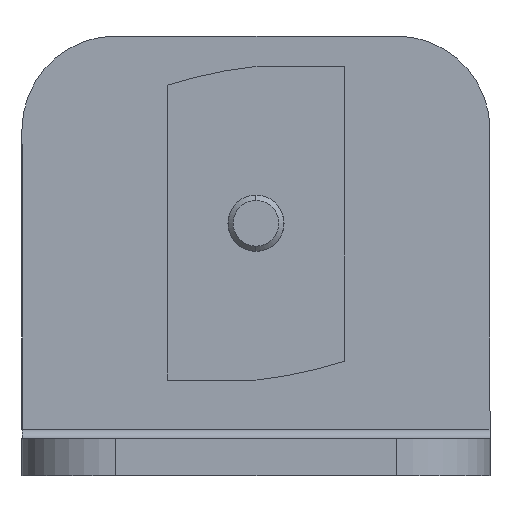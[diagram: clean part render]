
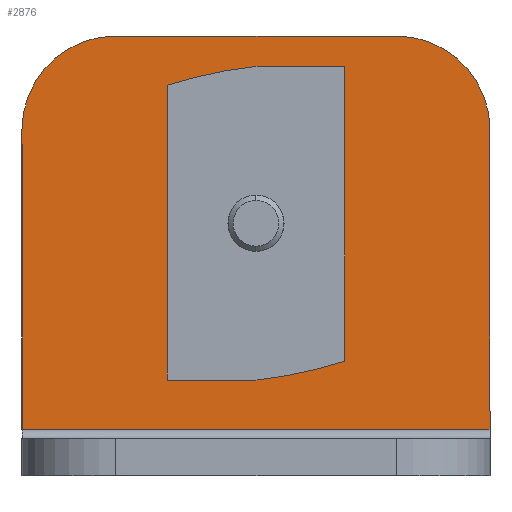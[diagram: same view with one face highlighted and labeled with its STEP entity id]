
A CAD part, front view. The second image highlights one B-rep face of the part: STEP entity #2876.
In plain terms, the highlighted planar face has unit normal (0, -1, 0).
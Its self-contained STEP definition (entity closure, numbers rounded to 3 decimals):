
#207 = DIRECTION ( 'NONE',  ( 0., -1., 0. ) ) ;
#234 = VERTEX_POINT ( 'NONE', #387 ) ;
#353 = ORIENTED_EDGE ( 'NONE', *, *, #2650, .F. ) ;
#378 = LINE ( 'NONE', #2936, #2279 ) ;
#387 = CARTESIAN_POINT ( 'NONE',  ( 15., 0., 0. ) ) ;
#492 = EDGE_CURVE ( 'NONE', #3406, #655, #4491, .T. ) ;
#531 = FACE_BOUND ( 'NONE', #2447, .T. ) ;
#554 = DIRECTION ( 'NONE',  ( 0., -1., 0. ) ) ;
#629 = EDGE_CURVE ( 'NONE', #2113, #3429, #3976, .T. ) ;
#655 = VERTEX_POINT ( 'NONE', #2809 ) ;
#761 = CARTESIAN_POINT ( 'NONE',  ( 25., 0., 0. ) ) ;
#824 = DIRECTION ( 'NONE',  ( 0., 0., -1. ) ) ;
#902 = CARTESIAN_POINT ( 'NONE',  ( 0., 0., 20. ) ) ;
#917 = ORIENTED_EDGE ( 'NONE', *, *, #2270, .T. ) ;
#967 = CARTESIAN_POINT ( 'NONE',  ( -25., 0., 42. ) ) ;
#973 = LINE ( 'NONE', #761, #2426 ) ;
#1020 = DIRECTION ( 'NONE',  ( 0., 0., 1. ) ) ;
#1177 = DIRECTION ( 'NONE',  ( -1., 0., 0. ) ) ;
#1187 = EDGE_CURVE ( 'NONE', #234, #3428, #3963, .T. ) ;
#1235 = DIRECTION ( 'NONE',  ( 0., -1., 0. ) ) ;
#1318 = LINE ( 'NONE', #3582, #3286 ) ;
#1350 = CARTESIAN_POINT ( 'NONE',  ( -25., 0., 0. ) ) ;
#1383 = EDGE_CURVE ( 'NONE', #234, #3955, #378, .T. ) ;
#1496 = EDGE_LOOP ( 'NONE', ( #353, #2719, #917, #3109, #2883, #4273 ) ) ;
#1505 = DIRECTION ( 'NONE',  ( 1., 0., 0. ) ) ;
#1611 = AXIS2_PLACEMENT_3D ( 'NONE', #902, #3082, #2747 ) ;
#1684 = EDGE_CURVE ( 'NONE', #655, #3406, #4150, .T. ) ;
#1949 = CARTESIAN_POINT ( 'NONE',  ( 15., 0., 10. ) ) ;
#2026 = CARTESIAN_POINT ( 'NONE',  ( 0., 0., 20. ) ) ;
#2113 = VERTEX_POINT ( 'NONE', #3163 ) ;
#2270 = EDGE_CURVE ( 'NONE', #2113, #3955, #3997, .T. ) ;
#2279 = VECTOR ( 'NONE', #1177, 1000. ) ;
#2426 = VECTOR ( 'NONE', #3215, 1000. ) ;
#2447 = EDGE_LOOP ( 'NONE', ( #3425, #3172 ) ) ;
#2466 = AXIS2_PLACEMENT_3D ( 'NONE', #3340, #1235, #2612 ) ;
#2467 = CARTESIAN_POINT ( 'NONE',  ( 25., 0., 10. ) ) ;
#2612 = DIRECTION ( 'NONE',  ( 0., 0., -1. ) ) ;
#2650 = EDGE_CURVE ( 'NONE', #3429, #4053, #1318, .T. ) ;
#2719 = ORIENTED_EDGE ( 'NONE', *, *, #629, .F. ) ;
#2725 = EDGE_CURVE ( 'NONE', #3428, #4053, #973, .T. ) ;
#2747 = DIRECTION ( 'NONE',  ( 0., 0., -1. ) ) ;
#2809 = CARTESIAN_POINT ( 'NONE',  ( 0., 0., 23.3 ) ) ;
#2876 = ADVANCED_FACE ( 'NONE', ( #531, #4486 ), #2996, .T. ) ;
#2883 = ORIENTED_EDGE ( 'NONE', *, *, #1187, .T. ) ;
#2894 = CARTESIAN_POINT ( 'NONE',  ( -15., 0., 0. ) ) ;
#2936 = CARTESIAN_POINT ( 'NONE',  ( 25., 0., 0. ) ) ;
#2982 = DIRECTION ( 'NONE',  ( 0., -1., 0. ) ) ;
#2996 = PLANE ( 'NONE',  #2466 ) ;
#3002 = CARTESIAN_POINT ( 'NONE',  ( -15., 0., 10. ) ) ;
#3082 = DIRECTION ( 'NONE',  ( 0., -1., 0. ) ) ;
#3109 = ORIENTED_EDGE ( 'NONE', *, *, #1383, .F. ) ;
#3135 = CARTESIAN_POINT ( 'NONE',  ( 0., 0., 16.7 ) ) ;
#3163 = CARTESIAN_POINT ( 'NONE',  ( -25., 0., 10. ) ) ;
#3172 = ORIENTED_EDGE ( 'NONE', *, *, #492, .F. ) ;
#3215 = DIRECTION ( 'NONE',  ( 0., 0., 1. ) ) ;
#3263 = AXIS2_PLACEMENT_3D ( 'NONE', #3002, #2982, #824 ) ;
#3286 = VECTOR ( 'NONE', #1505, 1000. ) ;
#3340 = CARTESIAN_POINT ( 'NONE',  ( 25., 0., 0. ) ) ;
#3406 = VERTEX_POINT ( 'NONE', #3135 ) ;
#3425 = ORIENTED_EDGE ( 'NONE', *, *, #1684, .F. ) ;
#3426 = DIRECTION ( 'NONE',  ( 0., 0., -1. ) ) ;
#3428 = VERTEX_POINT ( 'NONE', #2467 ) ;
#3429 = VERTEX_POINT ( 'NONE', #967 ) ;
#3582 = CARTESIAN_POINT ( 'NONE',  ( -25., 0., 42. ) ) ;
#3955 = VERTEX_POINT ( 'NONE', #2894 ) ;
#3963 = CIRCLE ( 'NONE', #4145, 10. ) ;
#3976 = LINE ( 'NONE', #1350, #4475 ) ;
#3997 = CIRCLE ( 'NONE', #3263, 10. ) ;
#4053 = VERTEX_POINT ( 'NONE', #4303 ) ;
#4145 = AXIS2_PLACEMENT_3D ( 'NONE', #1949, #554, #4417 ) ;
#4150 = CIRCLE ( 'NONE', #4531, 3.3 ) ;
#4273 = ORIENTED_EDGE ( 'NONE', *, *, #2725, .T. ) ;
#4303 = CARTESIAN_POINT ( 'NONE',  ( 25., 0., 42. ) ) ;
#4417 = DIRECTION ( 'NONE',  ( 0., 0., -1. ) ) ;
#4475 = VECTOR ( 'NONE', #1020, 1000. ) ;
#4486 = FACE_OUTER_BOUND ( 'NONE', #1496, .T. ) ;
#4491 = CIRCLE ( 'NONE', #1611, 3.3 ) ;
#4531 = AXIS2_PLACEMENT_3D ( 'NONE', #2026, #207, #3426 ) ;
